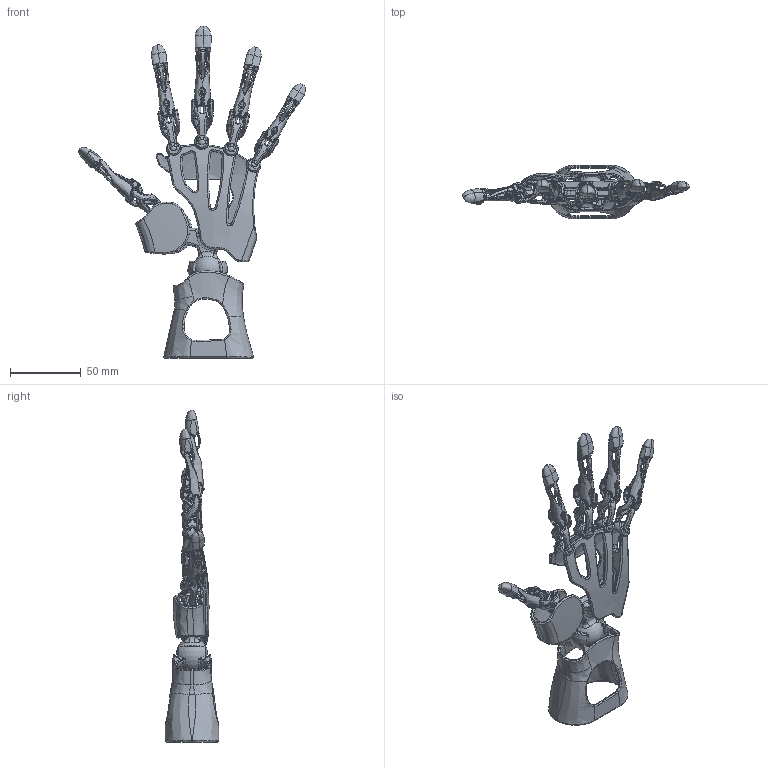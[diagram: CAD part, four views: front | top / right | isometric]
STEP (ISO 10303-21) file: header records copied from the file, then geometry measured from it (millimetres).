
FILE_DESCRIPTION(('FreeCAD Model'),'2;1');
FILE_NAME('Open CASCADE Shape Model','2025-04-29T05:05:18',('FreeCAD'),( 'FreeCAD'),'Open CASCADE STEP processor 7.6','FreeCAD','Unknown');
FILE_SCHEMA(('AUTOMOTIVE_DESIGN { 1 0 10303 214 1 1 1 1 }'));
Products named in the file (1): Open CASCADE STEP translator 7.6 1
Bounding box: 160.27 x 38 x 234.76 mm (x, y, z)
Volume: 66076.4 mm3; surface area: 56442.7 mm2
Topology: 28 solids, 28 shells, 4142 faces, 10069 edges, 5809 vertices
Faces by surface type: bspline 3122, cylinder 474, plane 264, torus 179, sphere 83, cone 20
Full cylindrical faces by diameter (mm): 1.8 x4, 2 x12, 2.2 x4, 2.7 x1, 2.97 x1, 3 x3, 3.3 x4, 3.63 x1, 4 x5
Entity records: 602203 total; most frequent: CARTESIAN_POINT 529039, ORIENTED_EDGE 19826, EDGE_CURVE 9913, DIRECTION 8837, B_SPLINE_CURVE_WITH_KNOTS 6152, VERTEX_POINT 5808, FACE_BOUND 4243, EDGE_LOOP 4242
